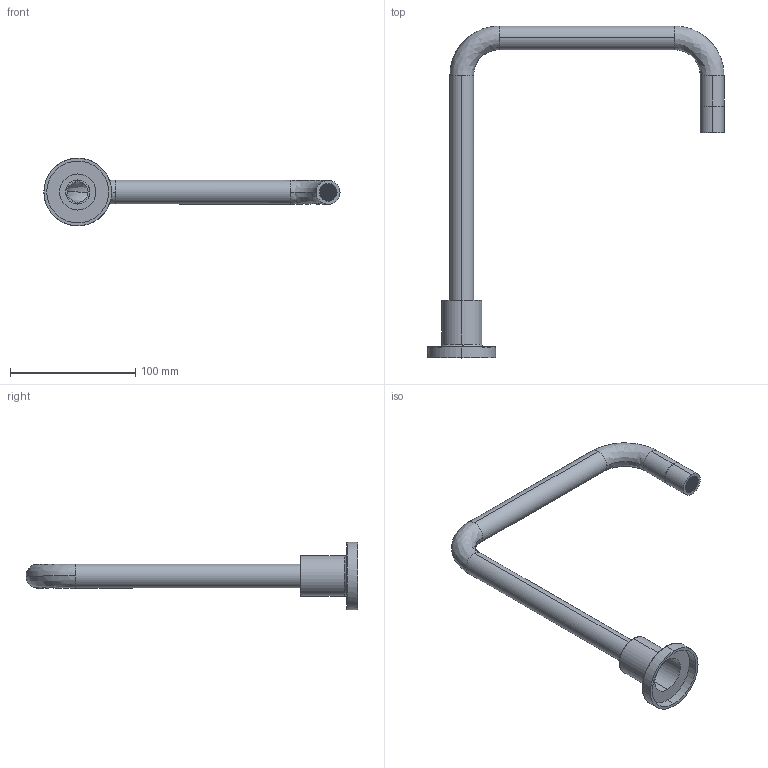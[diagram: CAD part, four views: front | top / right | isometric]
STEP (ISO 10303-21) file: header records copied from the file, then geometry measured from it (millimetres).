
FILE_DESCRIPTION (( 'STEP AP214' ), '1' );
FILE_NAME ('shsioqc_shell2.STEP', '2017-07-24T23:45:10', ( 'khoa' ), ( '' ), 'SwSTEP 2.0', 'SolidWorks 2016', '' );
FILE_SCHEMA (( 'AUTOMOTIVE_DESIGN' ));
Length unit declared in the file: millimetre
Products named in the file (2): shsioqc_shell2
Bounding box: 236.52 x 265.1 x 54 mm (x, y, z)
Volume: 47083.3 mm3; surface area: 65155 mm2
Topology: 2 solids, 2 shells, 1843 faces, 5652 edges, 3764 vertices
Faces by surface type: plane 1782, cylinder 42, bspline 14, cone 5
Entity records: 63492 total; most frequent: CARTESIAN_POINT 11545, ORIENTED_EDGE 11296, DIRECTION 9544, EDGE_CURVE 5648, LINE 5402, VECTOR 5402, VERTEX_POINT 3764, EDGE_LOOP 2422
